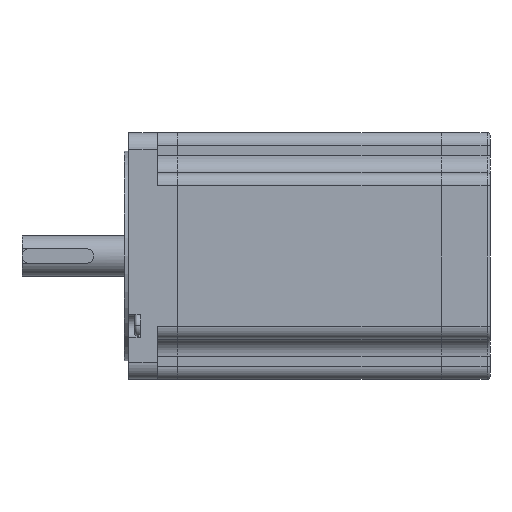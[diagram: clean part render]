
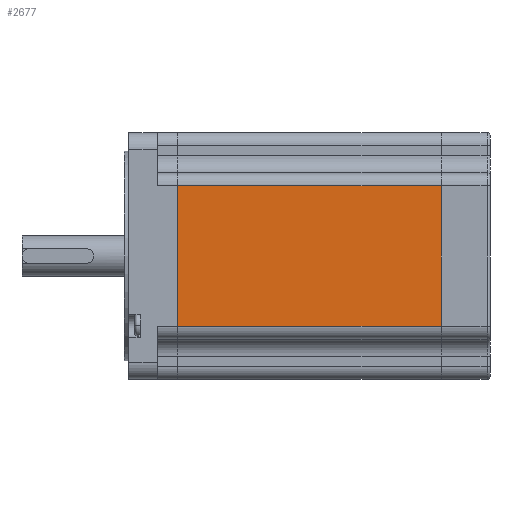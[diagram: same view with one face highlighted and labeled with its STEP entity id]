
A CAD part, left-side view. The second image highlights one B-rep face of the part: STEP entity #2677.
In plain terms, the highlighted planar face has unit normal (-1, 0, 0).
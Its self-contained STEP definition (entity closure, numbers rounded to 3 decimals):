
#313 = CARTESIAN_POINT ( 'NONE',  ( 0., 92., -18.5 ) ) ;
#438 = ORIENTED_EDGE ( 'NONE', *, *, #1585, .F. ) ;
#507 = PLANE ( 'NONE',  #4419 ) ;
#677 = VECTOR ( 'NONE', #7498, 1000. ) ;
#1040 = VERTEX_POINT ( 'NONE', #7567 ) ;
#1146 = DIRECTION ( 'NONE',  ( 1., 0., 0. ) ) ;
#1585 = EDGE_CURVE ( 'NONE', #7530, #2143, #2922, .T. ) ;
#2081 = VECTOR ( 'NONE', #7399, 1000. ) ;
#2085 = EDGE_CURVE ( 'NONE', #4008, #7530, #6654, .T. ) ;
#2143 = VERTEX_POINT ( 'NONE', #2705 ) ;
#2161 = VECTOR ( 'NONE', #4430, 1000. ) ;
#2230 = CARTESIAN_POINT ( 'NONE',  ( 0., 92., -67.5 ) ) ;
#2622 = EDGE_CURVE ( 'NONE', #4008, #1040, #3418, .T. ) ;
#2677 = ADVANCED_FACE ( 'NONE', ( #6155 ), #507, .F. ) ;
#2705 = CARTESIAN_POINT ( 'NONE',  ( 0., 0., -18.5 ) ) ;
#2922 = LINE ( 'NONE', #4490, #3104 ) ;
#2951 = CARTESIAN_POINT ( 'NONE',  ( 0., 92., -67.5 ) ) ;
#3104 = VECTOR ( 'NONE', #3908, 1000. ) ;
#3418 = LINE ( 'NONE', #2230, #677 ) ;
#3908 = DIRECTION ( 'NONE',  ( 0., -1., 0. ) ) ;
#4008 = VERTEX_POINT ( 'NONE', #2951 ) ;
#4419 = AXIS2_PLACEMENT_3D ( 'NONE', #4655, #1146, #5242 ) ;
#4430 = DIRECTION ( 'NONE',  ( 0., 0., 1. ) ) ;
#4490 = CARTESIAN_POINT ( 'NONE',  ( 0., 92., -18.5 ) ) ;
#4650 = EDGE_CURVE ( 'NONE', #1040, #2143, #6955, .T. ) ;
#4655 = CARTESIAN_POINT ( 'NONE',  ( 0., 92., -18.5 ) ) ;
#4881 = CARTESIAN_POINT ( 'NONE',  ( 0., 92., -18.5 ) ) ;
#5242 = DIRECTION ( 'NONE',  ( 0., 0., -1. ) ) ;
#5711 = ORIENTED_EDGE ( 'NONE', *, *, #2085, .F. ) ;
#6155 = FACE_OUTER_BOUND ( 'NONE', #6448, .T. ) ;
#6187 = CARTESIAN_POINT ( 'NONE',  ( 0., 0., -18.5 ) ) ;
#6448 = EDGE_LOOP ( 'NONE', ( #6706, #438, #5711, #6548 ) ) ;
#6548 = ORIENTED_EDGE ( 'NONE', *, *, #2622, .T. ) ;
#6654 = LINE ( 'NONE', #313, #2161 ) ;
#6706 = ORIENTED_EDGE ( 'NONE', *, *, #4650, .T. ) ;
#6955 = LINE ( 'NONE', #6187, #2081 ) ;
#7399 = DIRECTION ( 'NONE',  ( 0., 0., 1. ) ) ;
#7498 = DIRECTION ( 'NONE',  ( 0., -1., 0. ) ) ;
#7530 = VERTEX_POINT ( 'NONE', #4881 ) ;
#7567 = CARTESIAN_POINT ( 'NONE',  ( 0., 0., -67.5 ) ) ;
